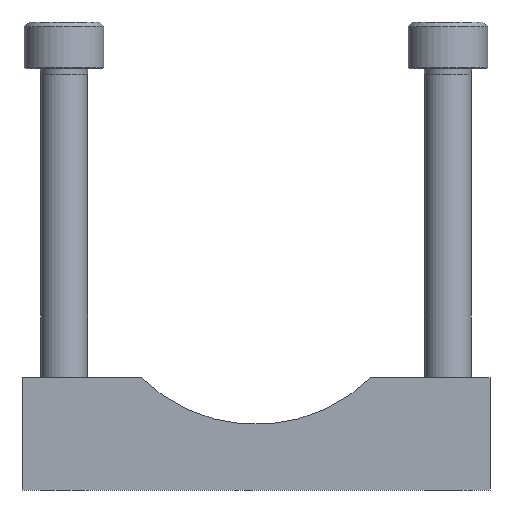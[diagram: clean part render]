
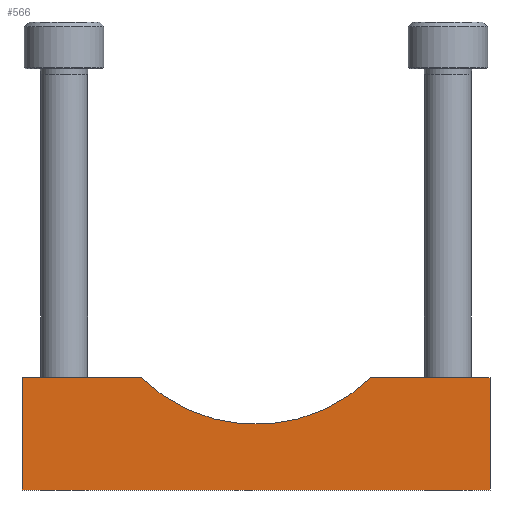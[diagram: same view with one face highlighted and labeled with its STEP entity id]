
A CAD part, front view. The second image highlights one B-rep face of the part: STEP entity #566.
In plain terms, the highlighted planar face has unit normal (0, -1, 0).
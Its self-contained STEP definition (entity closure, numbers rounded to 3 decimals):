
#62=CIRCLE('',#631,17.5);
#125=ORIENTED_EDGE('',*,*,#231,.F.);
#126=ORIENTED_EDGE('',*,*,#251,.F.);
#127=ORIENTED_EDGE('',*,*,#246,.F.);
#128=ORIENTED_EDGE('',*,*,#243,.F.);
#129=ORIENTED_EDGE('',*,*,#239,.T.);
#130=ORIENTED_EDGE('',*,*,#236,.F.);
#231=EDGE_CURVE('',#301,#302,#348,.T.);
#236=EDGE_CURVE('',#302,#306,#352,.T.);
#239=EDGE_CURVE('',#308,#306,#62,.T.);
#243=EDGE_CURVE('',#308,#311,#356,.T.);
#246=EDGE_CURVE('',#311,#313,#359,.T.);
#251=EDGE_CURVE('',#313,#301,#362,.T.);
#301=VERTEX_POINT('',#891);
#302=VERTEX_POINT('',#892);
#306=VERTEX_POINT('',#902);
#308=VERTEX_POINT('',#908);
#311=VERTEX_POINT('',#916);
#313=VERTEX_POINT('',#922);
#348=LINE('',#890,#382);
#352=LINE('',#901,#386);
#356=LINE('',#915,#390);
#359=LINE('',#921,#393);
#362=LINE('',#931,#396);
#382=VECTOR('',#706,1000.);
#386=VECTOR('',#714,1000.);
#390=VECTOR('',#728,1000.);
#393=VECTOR('',#733,1000.);
#396=VECTOR('',#742,1000.);
#427=EDGE_LOOP('',(#125,#126,#127,#128,#129,#130));
#487=FACE_BOUND('',#427,.T.);
#543=PLANE('',#640);
#566=ADVANCED_FACE('',(#487),#543,.F.);
#631=AXIS2_PLACEMENT_3D('',#907,#719,#720);
#640=AXIS2_PLACEMENT_3D('',#934,#746,#747);
#706=DIRECTION('',(0.,0.,1.));
#714=DIRECTION('',(1.,0.,0.));
#719=DIRECTION('',(0.,1.,0.));
#720=DIRECTION('',(1.,0.,0.));
#728=DIRECTION('',(1.,0.,0.));
#733=DIRECTION('',(0.,0.,-1.));
#742=DIRECTION('',(-1.,0.,0.));
#746=DIRECTION('',(0.,1.,0.));
#747=DIRECTION('',(0.,0.,1.));
#890=CARTESIAN_POINT('',(-25.,0.,-6.));
#891=CARTESIAN_POINT('',(-25.,0.,-6.));
#892=CARTESIAN_POINT('',(-25.,0.,6.));
#901=CARTESIAN_POINT('',(-25.,0.,6.));
#902=CARTESIAN_POINT('',(-12.247,0.,6.));
#907=CARTESIAN_POINT('',(0.,0.,18.5));
#908=CARTESIAN_POINT('',(12.247,0.,6.));
#915=CARTESIAN_POINT('',(12.247,0.,6.));
#916=CARTESIAN_POINT('',(25.,0.,6.));
#921=CARTESIAN_POINT('',(25.,0.,6.));
#922=CARTESIAN_POINT('',(25.,0.,-6.));
#931=CARTESIAN_POINT('',(25.,0.,-6.));
#934=CARTESIAN_POINT('',(0.,0.,18.5));
